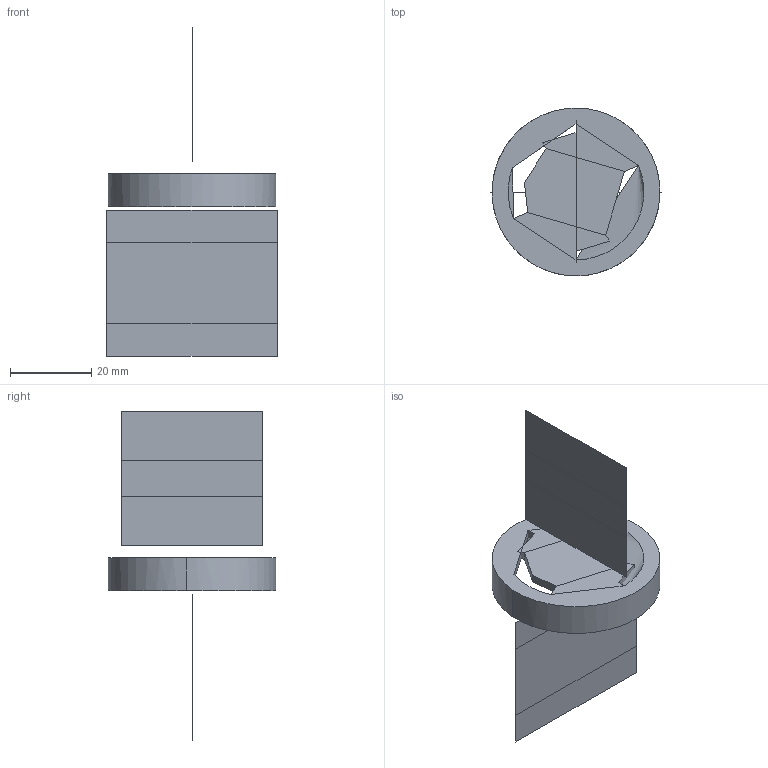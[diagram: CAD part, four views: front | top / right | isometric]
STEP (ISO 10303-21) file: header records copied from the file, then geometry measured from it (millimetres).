
FILE_DESCRIPTION(/* description */ (''),/* implementation_level */ '2;1');
FILE_NAME(/* name */ 'BurstLayer',/* time_stamp */ '2023-03-21T15:51:33+01:00',/* author */ (''),/* organization */ (''),/* preprocessor_version */ 'ST-DEVELOPER v16.5',/* originating_system */ 'Rhino 7.28',/* authorisation */ '');
FILE_SCHEMA (('CONFIG_CONTROL_DESIGN'));
Length unit declared in the file: millimetre
Products named in the file (1): Document
Bounding box: 42 x 41.4 x 81.04 mm (x, y, z)
Volume: 4059.9 mm3; surface area: 21462.2 mm2
Topology: 3 solids, 3 shells, 70 faces, 192 edges, 133 vertices
Faces by surface type: cylinder 30, plane 27, bspline 13
Entity records: 2403 total; most frequent: CARTESIAN_POINT 1244, ORIENTED_EDGE 324, EDGE_CURVE 162, VERTEX_POINT 94, EDGE_LOOP 74, B_SPLINE_CURVE_WITH_KNOTS 73, ADVANCED_FACE 70, FACE_OUTER_BOUND 70
